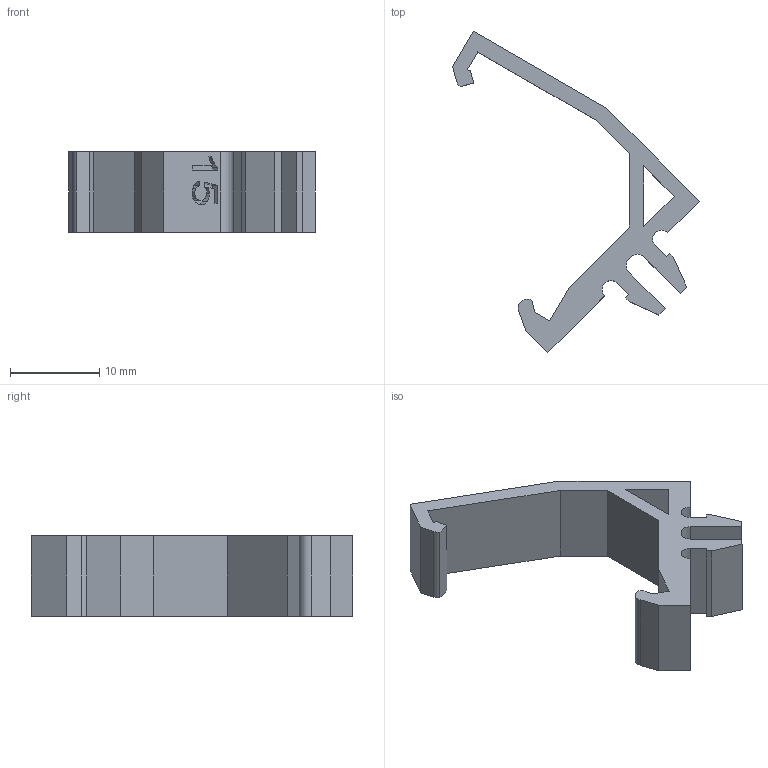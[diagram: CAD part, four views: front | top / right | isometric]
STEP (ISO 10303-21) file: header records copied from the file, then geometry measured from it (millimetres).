
FILE_DESCRIPTION(/* description */ (''),/* implementation_level */ '2;1');
FILE_NAME(/* name */ 'LEDbar_15deg.step',/* time_stamp */ '2023-03-27T21:49:27-06:00',/* author */ (''),/* organization */ (''),/* preprocessor_version */ 'ST-DEVELOPER v19.2',/* originating_system */ 'Autodesk Translation Framework v11.17.0.187',/* authorisation */ '');
FILE_SCHEMA (('AUTOMOTIVE_DESIGN { 1 0 10303 214 3 1 1 }'));
Length unit declared in the file: millimetre
Products named in the file (1): LEDbar_15deg
Bounding box: 27.64 x 36.02 x 9 mm (x, y, z)
Volume: 1473.5 mm3; surface area: 1846.5 mm2
Topology: 1 solids, 1 shells, 76 faces, 216 edges, 144 vertices
Faces by surface type: plane 50, bspline 19, cylinder 7
Entity records: 2661 total; most frequent: CARTESIAN_POINT 760, ORIENTED_EDGE 432, DIRECTION 308, EDGE_CURVE 216, LINE 164, VECTOR 164, VERTEX_POINT 144, EDGE_LOOP 80
